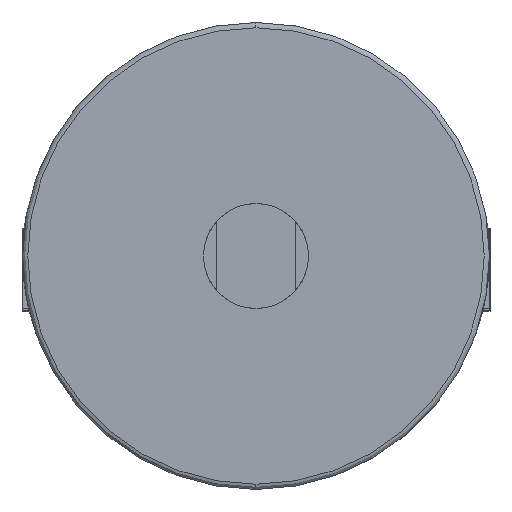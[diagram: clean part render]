
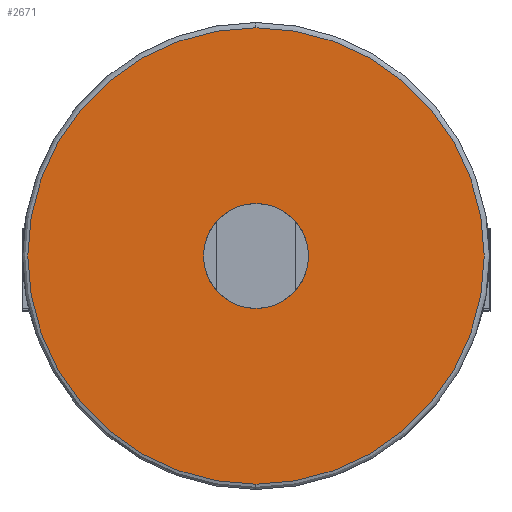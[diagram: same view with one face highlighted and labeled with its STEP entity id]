
A CAD part, left-side view. The second image highlights one B-rep face of the part: STEP entity #2671.
In plain terms, the highlighted planar face has unit normal (-1, 0, 0).
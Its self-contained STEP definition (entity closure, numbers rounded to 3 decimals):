
#58 = CARTESIAN_POINT ( 'NONE',  ( -700., 0., 0. ) ) ;
#370 = CARTESIAN_POINT ( 'NONE',  ( -700., 0., -10. ) ) ;
#1207 = VERTEX_POINT ( 'NONE', #370 ) ;
#1309 = DIRECTION ( 'NONE',  ( 0., 0., 1. ) ) ;
#1498 = CARTESIAN_POINT ( 'NONE',  ( -700., 0., 0. ) ) ;
#1691 = ORIENTED_EDGE ( 'NONE', *, *, #2010, .F. ) ;
#1816 = EDGE_LOOP ( 'NONE', ( #5861, #6677 ) ) ;
#1873 = DIRECTION ( 'NONE',  ( -1., 0., 0. ) ) ;
#2010 = EDGE_CURVE ( 'NONE', #1207, #12866, #6734, .T. ) ;
#2671 = ADVANCED_FACE ( 'NONE', ( #7499, #11156 ), #9310, .T. ) ;
#2750 = DIRECTION ( 'NONE',  ( 0., 0., 1. ) ) ;
#3180 = EDGE_CURVE ( 'NONE', #12866, #1207, #4386, .T. ) ;
#3867 = EDGE_CURVE ( 'NONE', #7173, #9283, #13967, .T. ) ;
#4386 = CIRCLE ( 'NONE', #16007, 10. ) ;
#4602 = CARTESIAN_POINT ( 'NONE',  ( -700., 0., 0. ) ) ;
#4881 = CARTESIAN_POINT ( 'NONE',  ( -700., 0., 0. ) ) ;
#4891 = EDGE_LOOP ( 'NONE', ( #1691, #9529 ) ) ;
#5850 = DIRECTION ( 'NONE',  ( 0., 0., 1. ) ) ;
#5861 = ORIENTED_EDGE ( 'NONE', *, *, #15853, .T. ) ;
#6133 = DIRECTION ( 'NONE',  ( 0., 0., 1. ) ) ;
#6677 = ORIENTED_EDGE ( 'NONE', *, *, #3867, .T. ) ;
#6734 = CIRCLE ( 'NONE', #13308, 10. ) ;
#6821 = CARTESIAN_POINT ( 'NONE',  ( -700., 44.5, 0. ) ) ;
#7173 = VERTEX_POINT ( 'NONE', #14471 ) ;
#7499 = FACE_OUTER_BOUND ( 'NONE', #1816, .T. ) ;
#7736 = AXIS2_PLACEMENT_3D ( 'NONE', #6821, #1873, #10552 ) ;
#8743 = DIRECTION ( 'NONE',  ( -1., 0., 0. ) ) ;
#8841 = CARTESIAN_POINT ( 'NONE',  ( -700., 0., 10. ) ) ;
#9283 = VERTEX_POINT ( 'NONE', #15502 ) ;
#9310 = PLANE ( 'NONE',  #7736 ) ;
#9529 = ORIENTED_EDGE ( 'NONE', *, *, #3180, .F. ) ;
#10175 = DIRECTION ( 'NONE',  ( -1., 0., 0. ) ) ;
#10428 = AXIS2_PLACEMENT_3D ( 'NONE', #4602, #13264, #5850 ) ;
#10552 = DIRECTION ( 'NONE',  ( 0., 0., 1. ) ) ;
#11156 = FACE_BOUND ( 'NONE', #4891, .T. ) ;
#12866 = VERTEX_POINT ( 'NONE', #8841 ) ;
#13264 = DIRECTION ( 'NONE',  ( -1., 0., 0. ) ) ;
#13308 = AXIS2_PLACEMENT_3D ( 'NONE', #58, #8743, #1309 ) ;
#13530 = DIRECTION ( 'NONE',  ( -1., 0., 0. ) ) ;
#13861 = AXIS2_PLACEMENT_3D ( 'NONE', #1498, #10175, #2750 ) ;
#13967 = CIRCLE ( 'NONE', #10428, 43.5 ) ;
#14471 = CARTESIAN_POINT ( 'NONE',  ( -700., 0., -43.5 ) ) ;
#15461 = CIRCLE ( 'NONE', #13861, 43.5 ) ;
#15502 = CARTESIAN_POINT ( 'NONE',  ( -700., 0., 43.5 ) ) ;
#15853 = EDGE_CURVE ( 'NONE', #9283, #7173, #15461, .T. ) ;
#16007 = AXIS2_PLACEMENT_3D ( 'NONE', #4881, #13530, #6133 ) ;
